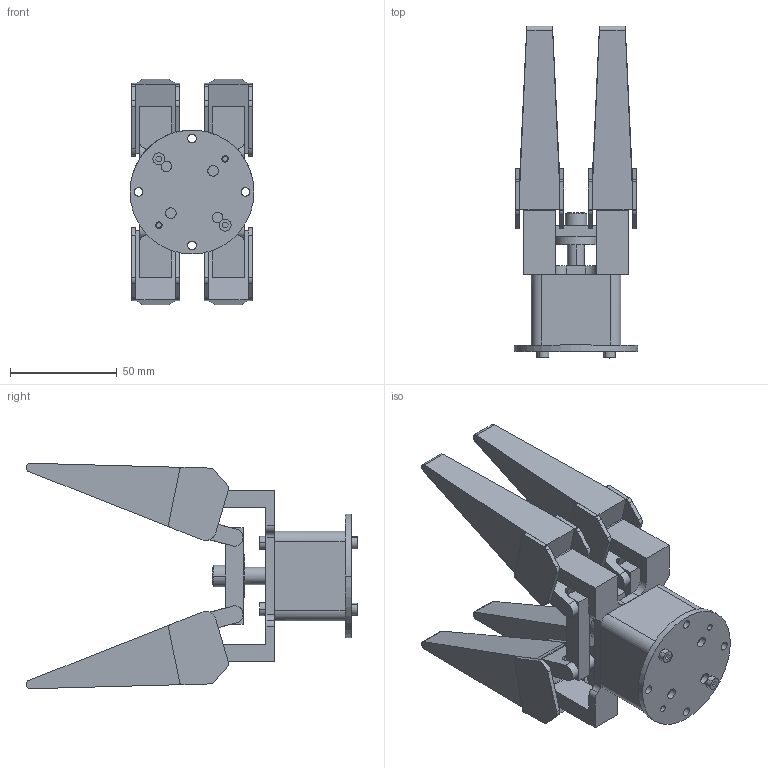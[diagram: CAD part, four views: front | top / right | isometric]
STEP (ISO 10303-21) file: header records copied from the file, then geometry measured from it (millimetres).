
FILE_DESCRIPTION( ('This file contains a STEP AP42 implementation' ,'as created by ZW3D STEP Interface translator.') ,'2;1' );
FILE_NAME( 'FAE4M86M 侐硌萇雄2.stp' ,'2112 9.152711', (''), ('ZWCAD Software Co.'), 'Version 1.0', 'ZW3D to STEP translator', '' );
FILE_SCHEMA(('AUTOMOTIVE_DESIGN { 1 0 10303 214 1 1 1 1 }'));
Length unit declared in the file: millimetre
Products named in the file (2): 0; FAE4M86M 侐硌萇雄
Bounding box: 58 x 155.18 x 105.47 mm (x, y, z)
Volume: 221101.7 mm3; surface area: 78784.2 mm2
Topology: 22 solids, 26 shells, 400 faces, 996 edges, 664 vertices
Faces by surface type: plane 206, cylinder 194
Entity records: 14729 total; most frequent: CARTESIAN_POINT 4557, ORIENTED_EDGE 1992, DIRECTION 1974, EDGE_CURVE 996, AXIS2_PLACEMENT_3D 685, VERTEX_POINT 664, VECTOR 604, LINE 604
